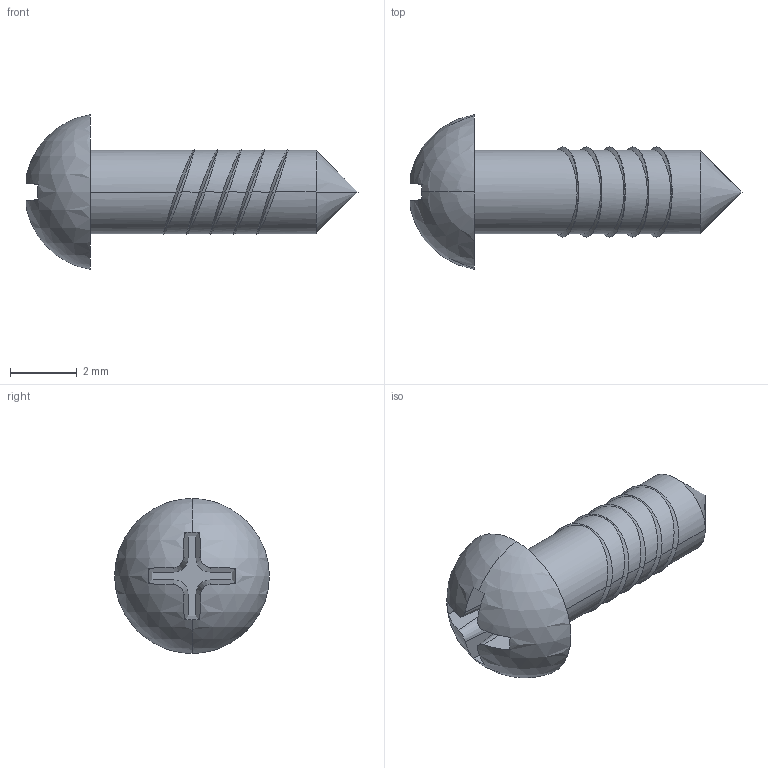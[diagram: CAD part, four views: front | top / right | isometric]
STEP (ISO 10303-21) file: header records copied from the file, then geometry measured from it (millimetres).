
FILE_DESCRIPTION(('STEP AP242'),'1');
FILE_NAME('screw_gb_t_950_2_5x8.stp','2022-04-18T20:32:20',('TraceParts'),('TraceParts S.A.'),'Spatial InterOp 3D',' ',' ');
FILE_SCHEMA(('AP242_MANAGED_MODEL_BASED_3D_ENGINEERING_MIM_LF {1 0 10303 442 1 1 4}'));
Length unit declared in the file: millimetre
Products named in the file (1): screw_gb_t_950_2_5x8
Bounding box: 9.93 x 4.63 x 4.63 mm (x, y, z)
Volume: 53.5 mm3; surface area: 114.5 mm2
Topology: 1 solids, 1 shells, 54 faces, 145 edges, 92 vertices
Faces by surface type: cone 26, plane 14, cylinder 12, sphere 2
Entity records: 2085 total; most frequent: CARTESIAN_POINT 784, ORIENTED_EDGE 286, DIRECTION 246, EDGE_CURVE 143, AXIS2_PLACEMENT_3D 92, VERTEX_POINT 92, LINE 62, VECTOR 62
